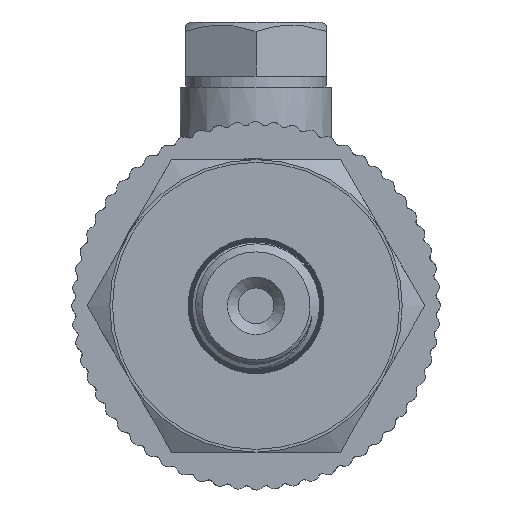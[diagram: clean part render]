
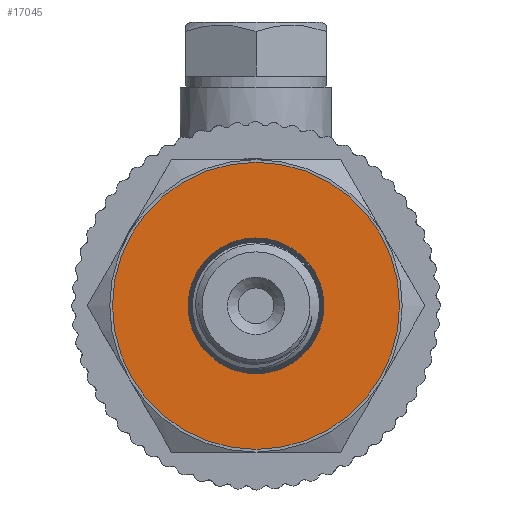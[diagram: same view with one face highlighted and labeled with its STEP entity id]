
A CAD part, left-side view. The second image highlights one B-rep face of the part: STEP entity #17045.
In plain terms, the highlighted planar face has unit normal (-1, 0, 0).
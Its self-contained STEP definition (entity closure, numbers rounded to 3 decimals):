
#143=PLANE('',#17976);
#751=FACE_BOUND('',#2408,.T.);
#1420=FACE_OUTER_BOUND('',#2407,.T.);
#2407=EDGE_LOOP('',(#13012));
#2408=EDGE_LOOP('',(#13013));
#3102=CIRCLE('',#17786,6.27);
#3196=CIRCLE('',#17969,13.25);
#6827=VERTEX_POINT('',#25473);
#7369=VERTEX_POINT('',#38579);
#8643=EDGE_CURVE('',#6827,#6827,#3102,.T.);
#9459=EDGE_CURVE('',#7369,#7369,#3196,.T.);
#13012=ORIENTED_EDGE('',*,*,#9459,.T.);
#13013=ORIENTED_EDGE('',*,*,#8643,.T.);
#17045=ADVANCED_FACE('',(#1420,#751),#143,.T.);
#17786=AXIS2_PLACEMENT_3D('',#25474,#18978,#18979);
#17969=AXIS2_PLACEMENT_3D('',#38581,#19685,#19686);
#17976=AXIS2_PLACEMENT_3D('',#39336,#19701,#19702);
#18978=DIRECTION('center_axis',(1.,0.,0.));
#18979=DIRECTION('ref_axis',(0.,0.,-1.));
#19685=DIRECTION('center_axis',(-1.,0.,0.));
#19686=DIRECTION('ref_axis',(0.,1.,0.));
#19701=DIRECTION('center_axis',(-1.,0.,0.));
#19702=DIRECTION('ref_axis',(0.,0.,1.));
#25473=CARTESIAN_POINT('',(-48.,-6.27,0.));
#25474=CARTESIAN_POINT('Origin',(-48.,0.,0.));
#38579=CARTESIAN_POINT('',(-48.,-13.25,0.));
#38581=CARTESIAN_POINT('Origin',(-48.,0.,0.));
#39336=CARTESIAN_POINT('Origin',(-48.,13.5,0.));
